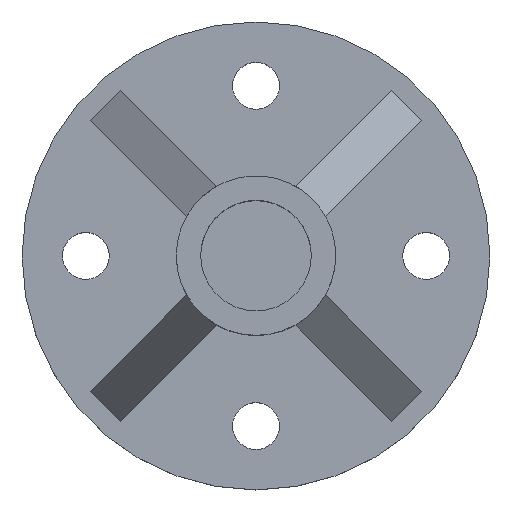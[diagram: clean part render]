
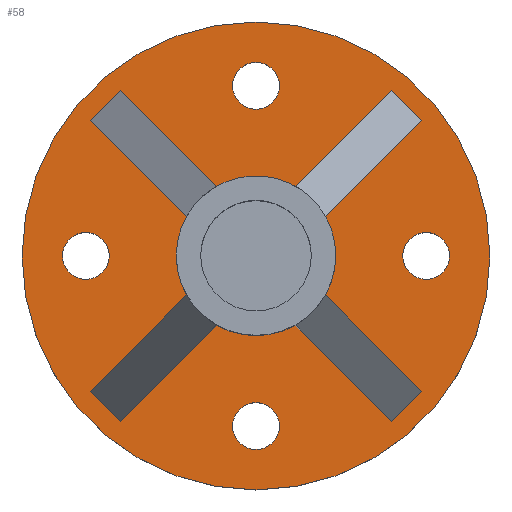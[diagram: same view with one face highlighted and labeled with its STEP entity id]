
A CAD part, top view. The second image highlights one B-rep face of the part: STEP entity #58.
In plain terms, the highlighted planar face has unit normal (0, 0, 1).
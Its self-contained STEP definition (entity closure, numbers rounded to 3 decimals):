
#58=ADVANCED_FACE('',(#97,#98,#99,#100,#101,#102),#81,.T.);
#81=PLANE('',#431);
#97=FACE_BOUND('',#124,.T.);
#98=FACE_BOUND('',#125,.T.);
#99=FACE_BOUND('',#126,.T.);
#100=FACE_BOUND('',#127,.T.);
#101=FACE_BOUND('',#128,.T.);
#102=FACE_BOUND('',#129,.T.);
#124=EDGE_LOOP('',(#181,#182,#183,#184,#185,#186,#187,#188,#189,#190,#191,
#192,#193,#194,#195,#196));
#125=EDGE_LOOP('',(#197));
#126=EDGE_LOOP('',(#198));
#127=EDGE_LOOP('',(#199));
#128=EDGE_LOOP('',(#200));
#129=EDGE_LOOP('',(#201));
#164=CIRCLE('',#422,3.75);
#165=CIRCLE('',#423,3.75);
#166=CIRCLE('',#424,3.75);
#167=CIRCLE('',#425,3.75);
#168=CIRCLE('',#426,11.);
#169=CIRCLE('',#427,1.1);
#170=CIRCLE('',#428,1.1);
#171=CIRCLE('',#429,1.1);
#172=CIRCLE('',#430,1.1);
#181=ORIENTED_EDGE('',*,*,#316,.F.);
#182=ORIENTED_EDGE('',*,*,#317,.T.);
#183=ORIENTED_EDGE('',*,*,#318,.T.);
#184=ORIENTED_EDGE('',*,*,#319,.F.);
#185=ORIENTED_EDGE('',*,*,#320,.F.);
#186=ORIENTED_EDGE('',*,*,#321,.T.);
#187=ORIENTED_EDGE('',*,*,#322,.T.);
#188=ORIENTED_EDGE('',*,*,#323,.F.);
#189=ORIENTED_EDGE('',*,*,#324,.F.);
#190=ORIENTED_EDGE('',*,*,#325,.T.);
#191=ORIENTED_EDGE('',*,*,#326,.T.);
#192=ORIENTED_EDGE('',*,*,#327,.F.);
#193=ORIENTED_EDGE('',*,*,#328,.F.);
#194=ORIENTED_EDGE('',*,*,#329,.T.);
#195=ORIENTED_EDGE('',*,*,#330,.T.);
#196=ORIENTED_EDGE('',*,*,#331,.F.);
#197=ORIENTED_EDGE('',*,*,#332,.T.);
#198=ORIENTED_EDGE('',*,*,#333,.F.);
#199=ORIENTED_EDGE('',*,*,#334,.F.);
#200=ORIENTED_EDGE('',*,*,#335,.F.);
#201=ORIENTED_EDGE('',*,*,#336,.F.);
#279=VERTEX_POINT('',#586);
#280=VERTEX_POINT('',#587);
#281=VERTEX_POINT('',#589);
#282=VERTEX_POINT('',#591);
#283=VERTEX_POINT('',#593);
#284=VERTEX_POINT('',#595);
#285=VERTEX_POINT('',#597);
#286=VERTEX_POINT('',#599);
#287=VERTEX_POINT('',#601);
#288=VERTEX_POINT('',#603);
#289=VERTEX_POINT('',#605);
#290=VERTEX_POINT('',#607);
#291=VERTEX_POINT('',#609);
#292=VERTEX_POINT('',#611);
#293=VERTEX_POINT('',#613);
#294=VERTEX_POINT('',#615);
#295=VERTEX_POINT('',#618);
#296=VERTEX_POINT('',#620);
#297=VERTEX_POINT('',#622);
#298=VERTEX_POINT('',#624);
#299=VERTEX_POINT('',#626);
#316=EDGE_CURVE('',#279,#280,#365,.T.);
#317=EDGE_CURVE('',#279,#281,#366,.T.);
#318=EDGE_CURVE('',#281,#282,#367,.T.);
#319=EDGE_CURVE('',#283,#282,#164,.T.);
#320=EDGE_CURVE('',#284,#283,#368,.T.);
#321=EDGE_CURVE('',#284,#285,#369,.T.);
#322=EDGE_CURVE('',#285,#286,#370,.T.);
#323=EDGE_CURVE('',#287,#286,#165,.T.);
#324=EDGE_CURVE('',#288,#287,#371,.T.);
#325=EDGE_CURVE('',#288,#289,#372,.T.);
#326=EDGE_CURVE('',#289,#290,#373,.T.);
#327=EDGE_CURVE('',#291,#290,#166,.T.);
#328=EDGE_CURVE('',#292,#291,#374,.T.);
#329=EDGE_CURVE('',#292,#293,#375,.T.);
#330=EDGE_CURVE('',#293,#294,#376,.T.);
#331=EDGE_CURVE('',#280,#294,#167,.T.);
#332=EDGE_CURVE('',#295,#295,#168,.T.);
#333=EDGE_CURVE('',#296,#296,#169,.T.);
#334=EDGE_CURVE('',#297,#297,#170,.T.);
#335=EDGE_CURVE('',#298,#298,#171,.T.);
#336=EDGE_CURVE('',#299,#299,#172,.T.);
#365=LINE('',#585,#393);
#366=LINE('',#588,#394);
#367=LINE('',#590,#395);
#368=LINE('',#594,#396);
#369=LINE('',#596,#397);
#370=LINE('',#598,#398);
#371=LINE('',#602,#399);
#372=LINE('',#604,#400);
#373=LINE('',#606,#401);
#374=LINE('',#610,#402);
#375=LINE('',#612,#403);
#376=LINE('',#614,#404);
#393=VECTOR('',#468,1.);
#394=VECTOR('',#469,1.);
#395=VECTOR('',#470,1.);
#396=VECTOR('',#473,1.);
#397=VECTOR('',#474,1.);
#398=VECTOR('',#475,1.);
#399=VECTOR('',#478,1.);
#400=VECTOR('',#479,1.);
#401=VECTOR('',#480,1.);
#402=VECTOR('',#483,1.);
#403=VECTOR('',#484,1.);
#404=VECTOR('',#485,1.);
#422=AXIS2_PLACEMENT_3D('',#592,#471,#472);
#423=AXIS2_PLACEMENT_3D('',#600,#476,#477);
#424=AXIS2_PLACEMENT_3D('',#608,#481,#482);
#425=AXIS2_PLACEMENT_3D('',#616,#486,#487);
#426=AXIS2_PLACEMENT_3D('',#617,#488,#489);
#427=AXIS2_PLACEMENT_3D('',#619,#490,#491);
#428=AXIS2_PLACEMENT_3D('',#621,#492,#493);
#429=AXIS2_PLACEMENT_3D('',#623,#494,#495);
#430=AXIS2_PLACEMENT_3D('',#625,#496,#497);
#431=AXIS2_PLACEMENT_3D('',#627,#498,#499);
#468=DIRECTION('',(-0.707,-0.707,0.));
#469=DIRECTION('',(0.707,-0.707,0.));
#470=DIRECTION('',(-0.707,-0.707,0.));
#471=DIRECTION('',(0.,0.,1.));
#472=DIRECTION('',(1.,0.,0.));
#473=DIRECTION('',(-0.707,0.707,0.));
#474=DIRECTION('',(-0.707,-0.707,0.));
#475=DIRECTION('',(-0.707,0.707,0.));
#476=DIRECTION('',(0.,0.,1.));
#477=DIRECTION('',(1.,0.,0.));
#478=DIRECTION('',(0.707,0.707,0.));
#479=DIRECTION('',(-0.707,0.707,0.));
#480=DIRECTION('',(0.707,0.707,0.));
#481=DIRECTION('',(0.,0.,1.));
#482=DIRECTION('',(1.,0.,0.));
#483=DIRECTION('',(0.707,-0.707,0.));
#484=DIRECTION('',(0.707,0.707,0.));
#485=DIRECTION('',(0.707,-0.707,0.));
#486=DIRECTION('',(0.,0.,1.));
#487=DIRECTION('',(1.,0.,0.));
#488=DIRECTION('',(0.,0.,1.));
#489=DIRECTION('',(1.,0.,0.));
#490=DIRECTION('',(0.,0.,1.));
#491=DIRECTION('',(1.,0.,0.));
#492=DIRECTION('',(0.,0.,1.));
#493=DIRECTION('',(1.,0.,0.));
#494=DIRECTION('',(0.,0.,1.));
#495=DIRECTION('',(1.,0.,0.));
#496=DIRECTION('',(0.,0.,1.));
#497=DIRECTION('',(1.,0.,0.));
#498=DIRECTION('',(0.,0.,1.));
#499=DIRECTION('',(1.,0.,0.));
#585=CARTESIAN_POINT('',(6.364,7.778,5.));
#586=CARTESIAN_POINT('',(6.364,7.778,5.));
#587=CARTESIAN_POINT('',(1.849,3.263,5.));
#588=CARTESIAN_POINT('',(6.364,7.778,5.));
#589=CARTESIAN_POINT('',(7.778,6.364,5.));
#590=CARTESIAN_POINT('',(7.778,6.364,5.));
#591=CARTESIAN_POINT('',(3.263,1.849,5.));
#592=CARTESIAN_POINT('',(0.,0.,5.));
#593=CARTESIAN_POINT('',(3.263,-1.849,5.));
#594=CARTESIAN_POINT('',(7.778,-6.364,5.));
#595=CARTESIAN_POINT('',(7.778,-6.364,5.));
#596=CARTESIAN_POINT('',(7.778,-6.364,5.));
#597=CARTESIAN_POINT('',(6.364,-7.778,5.));
#598=CARTESIAN_POINT('',(6.364,-7.778,5.));
#599=CARTESIAN_POINT('',(1.849,-3.263,5.));
#600=CARTESIAN_POINT('',(0.,0.,5.));
#601=CARTESIAN_POINT('',(-1.849,-3.263,5.));
#602=CARTESIAN_POINT('',(-6.364,-7.778,5.));
#603=CARTESIAN_POINT('',(-6.364,-7.778,5.));
#604=CARTESIAN_POINT('',(-6.364,-7.778,5.));
#605=CARTESIAN_POINT('',(-7.778,-6.364,5.));
#606=CARTESIAN_POINT('',(-7.778,-6.364,5.));
#607=CARTESIAN_POINT('',(-3.263,-1.849,5.));
#608=CARTESIAN_POINT('',(0.,0.,5.));
#609=CARTESIAN_POINT('',(-3.263,1.849,5.));
#610=CARTESIAN_POINT('',(-7.778,6.364,5.));
#611=CARTESIAN_POINT('',(-7.778,6.364,5.));
#612=CARTESIAN_POINT('',(-7.778,6.364,5.));
#613=CARTESIAN_POINT('',(-6.364,7.778,5.));
#614=CARTESIAN_POINT('',(-6.364,7.778,5.));
#615=CARTESIAN_POINT('',(-1.849,3.263,5.));
#616=CARTESIAN_POINT('',(0.,0.,5.));
#617=CARTESIAN_POINT('',(0.,0.,5.));
#618=CARTESIAN_POINT('',(11.,0.,5.));
#619=CARTESIAN_POINT('',(8.,0.,5.));
#620=CARTESIAN_POINT('',(9.1,0.,5.));
#621=CARTESIAN_POINT('',(0.,8.,5.));
#622=CARTESIAN_POINT('',(1.1,8.,5.));
#623=CARTESIAN_POINT('',(0.,-8.,5.));
#624=CARTESIAN_POINT('',(1.1,-8.,5.));
#625=CARTESIAN_POINT('',(-8.,0.,5.));
#626=CARTESIAN_POINT('',(-6.9,0.,5.));
#627=CARTESIAN_POINT('',(4.,0.,5.));
